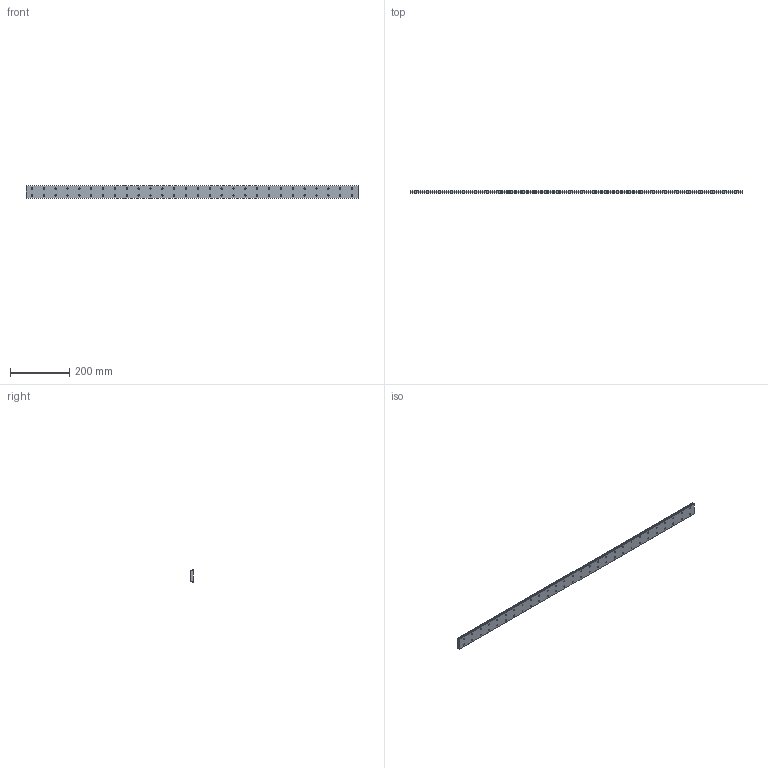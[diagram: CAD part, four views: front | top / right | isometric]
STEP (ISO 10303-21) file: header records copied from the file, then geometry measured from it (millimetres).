
FILE_DESCRIPTION (( 'STEP AP214' ), '1' );
FILE_NAME ('SRS15WSSS-1120LM_G20_0_0_0_0_0_1.STEP', '2021-08-10T08:29:12', ( '' ), ( '' ), 'SwSTEP 2.0', 'SolidWorks 2021', '' );
FILE_SCHEMA (( 'AUTOMOTIVE_DESIGN' ));
Length unit declared in the file: millimetre
Products named in the file (2): _SRS15WS112020 Track; SRS15WSSS-1120LM_G20_0_0_0_0_0_1
Assembly tree (1 placements, depth 2):
  SRS15WSSS-1120LM_G20_0_0_0_0_0_1
    _SRS15WS112020 Track
Bounding box: 1120 x 9.5 x 42 mm (x, y, z)
Volume: 412002.1 mm3; surface area: 123760.6 mm2
Topology: 1 solids, 1 shells, 303 faces, 735 edges, 490 vertices
Faces by surface type: cylinder 231, plane 72
Entity records: 9421 total; most frequent: DIRECTION 1811, CARTESIAN_POINT 1532, ORIENTED_EDGE 1470, AXIS2_PLACEMENT_3D 769, EDGE_CURVE 735, VERTEX_POINT 490, EDGE_LOOP 471, CIRCLE 462
